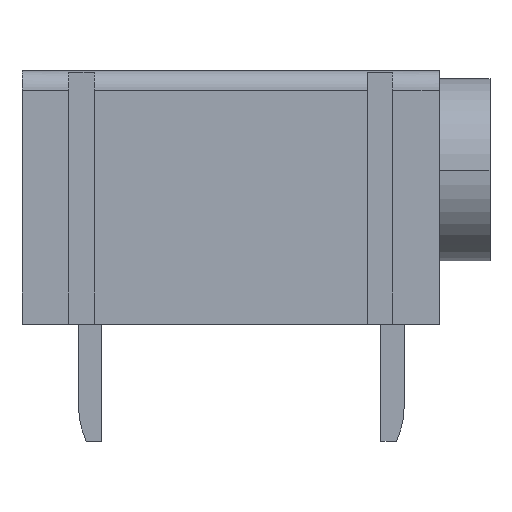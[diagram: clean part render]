
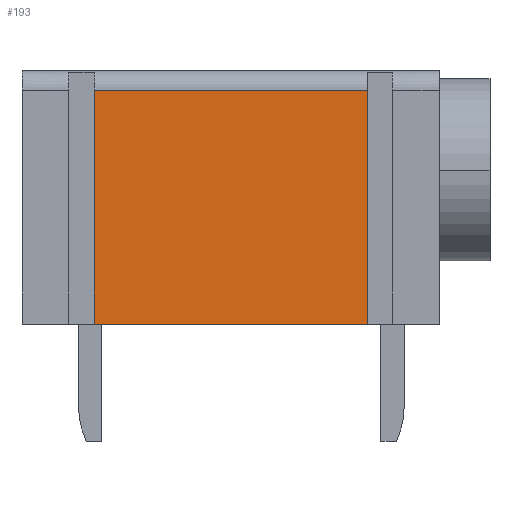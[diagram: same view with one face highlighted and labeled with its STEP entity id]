
A CAD part, top view. The second image highlights one B-rep face of the part: STEP entity #193.
In plain terms, the highlighted planar face has unit normal (0, 0, 1).
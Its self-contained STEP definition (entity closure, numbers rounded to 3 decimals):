
#113 = DIRECTION ( 'NONE',  ( 1., 0., 0. ) ) ;
#193 = ADVANCED_FACE ( 'NONE', ( #2735 ), #493, .T. ) ;
#209 = VERTEX_POINT ( 'NONE', #1583 ) ;
#251 = EDGE_LOOP ( 'NONE', ( #2981, #2732, #1225, #1380 ) ) ;
#467 = CARTESIAN_POINT ( 'NONE',  ( -12., 0., 5.05 ) ) ;
#493 = PLANE ( 'NONE',  #1811 ) ;
#495 = LINE ( 'NONE', #467, #3054 ) ;
#586 = DIRECTION ( 'NONE',  ( 0., 0., 1. ) ) ;
#733 = CARTESIAN_POINT ( 'NONE',  ( 0., 0., 5.05 ) ) ;
#749 = EDGE_CURVE ( 'NONE', #209, #874, #1057, .T. ) ;
#798 = VERTEX_POINT ( 'NONE', #2958 ) ;
#874 = VERTEX_POINT ( 'NONE', #1814 ) ;
#934 = VECTOR ( 'NONE', #2444, 1000. ) ;
#992 = CARTESIAN_POINT ( 'NONE',  ( 5.7, 0., 5.05 ) ) ;
#1057 = LINE ( 'NONE', #1931, #2808 ) ;
#1225 = ORIENTED_EDGE ( 'NONE', *, *, #2862, .T. ) ;
#1380 = ORIENTED_EDGE ( 'NONE', *, *, #749, .T. ) ;
#1583 = CARTESIAN_POINT ( 'NONE',  ( -8.3, 12., 5.05 ) ) ;
#1735 = VECTOR ( 'NONE', #2215, 1000. ) ;
#1811 = AXIS2_PLACEMENT_3D ( 'NONE', #733, #586, #113 ) ;
#1814 = CARTESIAN_POINT ( 'NONE',  ( -8.3, 0., 5.05 ) ) ;
#1816 = LINE ( 'NONE', #2940, #934 ) ;
#1909 = DIRECTION ( 'NONE',  ( 1., 0., 0. ) ) ;
#1931 = CARTESIAN_POINT ( 'NONE',  ( -8.3, 0., 5.05 ) ) ;
#2050 = LINE ( 'NONE', #2931, #1735 ) ;
#2207 = EDGE_CURVE ( 'NONE', #874, #2335, #495, .T. ) ;
#2215 = DIRECTION ( 'NONE',  ( 0., 1., 0. ) ) ;
#2335 = VERTEX_POINT ( 'NONE', #992 ) ;
#2444 = DIRECTION ( 'NONE',  ( -1., 0., 0. ) ) ;
#2453 = DIRECTION ( 'NONE',  ( 0., -1., 0. ) ) ;
#2732 = ORIENTED_EDGE ( 'NONE', *, *, #2951, .T. ) ;
#2735 = FACE_OUTER_BOUND ( 'NONE', #251, .T. ) ;
#2808 = VECTOR ( 'NONE', #2453, 1000. ) ;
#2862 = EDGE_CURVE ( 'NONE', #798, #209, #1816, .T. ) ;
#2931 = CARTESIAN_POINT ( 'NONE',  ( 5.7, 0., 5.05 ) ) ;
#2940 = CARTESIAN_POINT ( 'NONE',  ( -12., 12., 5.05 ) ) ;
#2951 = EDGE_CURVE ( 'NONE', #2335, #798, #2050, .T. ) ;
#2958 = CARTESIAN_POINT ( 'NONE',  ( 5.7, 12., 5.05 ) ) ;
#2981 = ORIENTED_EDGE ( 'NONE', *, *, #2207, .T. ) ;
#3054 = VECTOR ( 'NONE', #1909, 1000. ) ;
